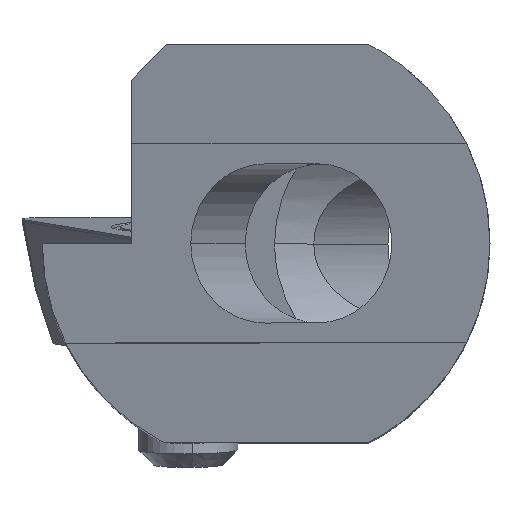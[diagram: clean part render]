
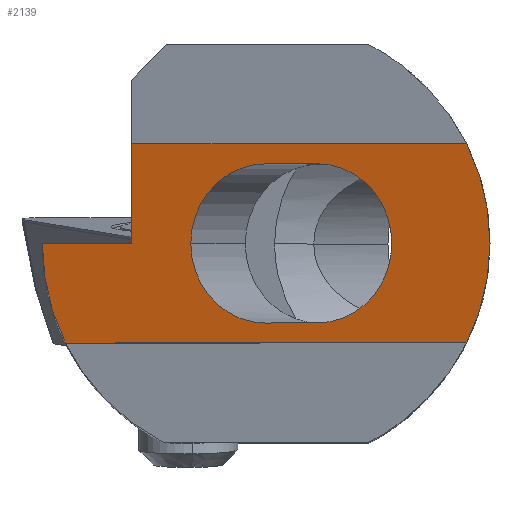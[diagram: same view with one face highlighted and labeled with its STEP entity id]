
A CAD part, top view. The second image highlights one B-rep face of the part: STEP entity #2139.
In plain terms, the highlighted planar face has unit normal (-0.342, 0, 0.94).
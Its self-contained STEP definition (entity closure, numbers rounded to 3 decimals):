
#855=VERTEX_POINT('NONE',#2412);
#865=EDGE_CURVE('NONE',#1435,#1115,#2423,.F.);
#963=VERTEX_POINT('NONE',#2532);
#973=EDGE_CURVE('NONE',#1325,#1435,#2544,.F.);
#1005=EDGE_CURVE('NONE',#1013,#1771,#2578,.T.);
#1013=VERTEX_POINT('NONE',#2587);
#1069=VERTEX_POINT('NONE',#2648);
#1115=VERTEX_POINT('NONE',#2699);
#1201=EDGE_CURVE('NONE',#1771,#1363,#2790,.T.);
#1271=EDGE_CURVE('NONE',#963,#2005,#2869,.T.);
#1325=VERTEX_POINT('NONE',#2930);
#1331=EDGE_CURVE('NONE',#2047,#1395,#2936,.F.);
#1337=EDGE_CURVE('NONE',#2005,#1597,#2942,.T.);
#1363=VERTEX_POINT('NONE',#2973);
#1395=VERTEX_POINT('NONE',#3008);
#1435=VERTEX_POINT('',#3051);
#1591=EDGE_CURVE('NONE',#1597,#1013,#3226,.T.);
#1597=VERTEX_POINT('NONE',#3234);
#1733=EDGE_CURVE('NONE',#1115,#2047,#3384,.F.);
#1771=VERTEX_POINT('NONE',#3425);
#1827=EDGE_CURVE('NONE',#1395,#855,#3486,.T.);
#1835=EDGE_CURVE('NONE',#1069,#963,#3494,.T.);
#2005=VERTEX_POINT('NONE',#3675);
#2047=VERTEX_POINT('NONE',#3721);
#2121=EDGE_CURVE('NONE',#855,#1325,#3805,.F.);
#2139=ADVANCED_FACE('NONE',(#3824,#3825),#3826,.F.);
#2193=EDGE_CURVE('NONE',#1363,#1069,#3885,.T.);
#2412=CARTESIAN_POINT('',(1.023,1.6,-1.265));
#2423=CIRCLE('',#4152,1.6);
#2532=CARTESIAN_POINT('',(-2.7,2.0,-2.621));
#2544=CIRCLE('',#4317,1.6);
#2578=LINE('',#4380,#4381);
#2587=CARTESIAN_POINT('',(-4.031,-2.0,-3.105));
#2648=CARTESIAN_POINT('',(4.031,2.0,-0.171));
#2699=CARTESIAN_POINT('',(-0.011,-1.6,-1.642));
#2790=ELLIPSE('',#4697,4.789,4.5);
#2869=LINE('',#4798,#4799);
#2930=CARTESIAN_POINT('',(-0.011,1.6,-1.642));
#2936=CIRCLE('',#4890,1.6);
#2942=LINE('',#4898,#4899);
#2973=CARTESIAN_POINT('',(4.5,0.0,0.));
#3008=CARTESIAN_POINT('',(2.527,0.0,-0.718));
#3051=CARTESIAN_POINT('',(-1.514,0.,-2.189));
#3226=ELLIPSE('',#5330,4.789,4.5);
#3234=CARTESIAN_POINT('',(-4.5,0.0,-3.276));
#3384=LINE('',#5551,#5552);
#3425=CARTESIAN_POINT('',(4.031,-2.0,-0.171));
#3486=CIRCLE('',#5690,1.6);
#3494=LINE('',#5702,#5703);
#3675=CARTESIAN_POINT('',(-2.7,0.0,-2.621));
#3721=CARTESIAN_POINT('',(1.023,-1.6,-1.265));
#3805=LINE('',#6759,#6760);
#3824=FACE_OUTER_BOUND('',#6786,.T.);
#3825=FACE_BOUND('',#6787,.T.);
#3826=PLANE('',#6788);
#3885=ELLIPSE('',#6876,4.789,4.5);
#4152=AXIS2_PLACEMENT_3D('',#7160,#7161,#7162);
#4317=AXIS2_PLACEMENT_3D('',#7329,#7330,#7331);
#4380=CARTESIAN_POINT('',(-3.64,-2.0,-2.963));
#4381=VECTOR('',#7358,1.0);
#4697=AXIS2_PLACEMENT_3D('',#7584,#7585,#7586);
#4798=CARTESIAN_POINT('',(-2.7,3.25,-2.621));
#4799=VECTOR('',#7680,1.0);
#4890=AXIS2_PLACEMENT_3D('',#7772,#7773,#7774);
#4898=CARTESIAN_POINT('',(-2.066,0.0,-2.39));
#4899=VECTOR('',#7778,1.0);
#5330=AXIS2_PLACEMENT_3D('',#8138,#8139,#8140);
#5551=CARTESIAN_POINT('',(2.245,-1.6,-0.821));
#5552=VECTOR('',#8327,1.0);
#5690=AXIS2_PLACEMENT_3D('',#8452,#8453,#8454);
#5702=CARTESIAN_POINT('',(-3.725,2.0,-2.994));
#5703=VECTOR('',#8459,1.0);
#6759=CARTESIAN_POINT('',(2.245,1.6,-0.821));
#6760=VECTOR('',#8818,1.0);
#6786=EDGE_LOOP('',(#8839,#8840,#8841,#8842,#8843,#8844,#8845));
#6787=EDGE_LOOP('',(#8846,#8847,#8848,#8849,#8850,#8851));
#6788=AXIS2_PLACEMENT_3D('',#8852,#8853,#8854);
#6876=AXIS2_PLACEMENT_3D('',#8914,#8915,#8916);
#7160=CARTESIAN_POINT('',(-0.011,0.0,-1.642));
#7161=DIRECTION('',(0.342,0.0,-0.94));
#7162=DIRECTION('',(0.94,0.0,0.342));
#7329=CARTESIAN_POINT('',(-0.011,0.0,-1.642));
#7330=DIRECTION('',(0.342,0.0,-0.94));
#7331=DIRECTION('',(0.94,0.0,0.342));
#7358=DIRECTION('',(0.94,0.0,0.342));
#7584=CARTESIAN_POINT('',(0.,0.0,-1.638));
#7585=DIRECTION('',(-0.342,0.0,0.94));
#7586=DIRECTION('',(0.94,0.0,0.342));
#7680=DIRECTION('',(0.0,-1.0,-0.0));
#7772=CARTESIAN_POINT('',(1.023,0.0,-1.265));
#7773=DIRECTION('',(0.342,0.0,-0.94));
#7774=DIRECTION('',(0.94,0.0,0.342));
#7778=DIRECTION('',(-0.94,0.0,-0.342));
#8138=CARTESIAN_POINT('',(0.,0.0,-1.638));
#8139=DIRECTION('',(-0.342,0.0,0.94));
#8140=DIRECTION('',(0.94,0.0,0.342));
#8327=DIRECTION('',(-0.94,0.,-0.342));
#8452=CARTESIAN_POINT('',(1.023,0.0,-1.265));
#8453=DIRECTION('',(-0.342,0.0,0.94));
#8454=DIRECTION('',(0.94,0.0,0.342));
#8459=DIRECTION('',(-0.94,0.0,-0.342));
#8818=DIRECTION('',(0.94,0.,0.342));
#8839=ORIENTED_EDGE('',*,*,#1591,.T.);
#8840=ORIENTED_EDGE('',*,*,#1005,.T.);
#8841=ORIENTED_EDGE('',*,*,#1201,.T.);
#8842=ORIENTED_EDGE('',*,*,#2193,.T.);
#8843=ORIENTED_EDGE('',*,*,#1835,.T.);
#8844=ORIENTED_EDGE('',*,*,#1271,.T.);
#8845=ORIENTED_EDGE('',*,*,#1337,.T.);
#8846=ORIENTED_EDGE('',*,*,#2121,.F.);
#8847=ORIENTED_EDGE('',*,*,#1827,.F.);
#8848=ORIENTED_EDGE('',*,*,#1331,.F.);
#8849=ORIENTED_EDGE('',*,*,#1733,.F.);
#8850=ORIENTED_EDGE('',*,*,#865,.F.);
#8851=ORIENTED_EDGE('',*,*,#973,.F.);
#8852=CARTESIAN_POINT('',(4.5,-15.5,0.));
#8853=DIRECTION('',(0.342,0.0,-0.94));
#8854=DIRECTION('',(0.0,-1.0,0.0));
#8914=CARTESIAN_POINT('',(0.,0.0,-1.638));
#8915=DIRECTION('',(-0.342,0.0,0.94));
#8916=DIRECTION('',(0.94,0.0,0.342));
